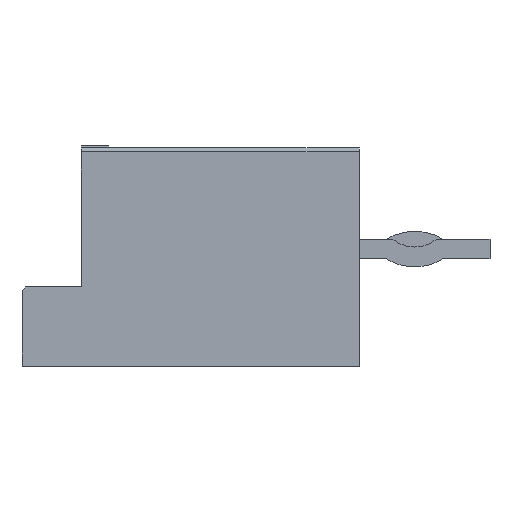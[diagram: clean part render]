
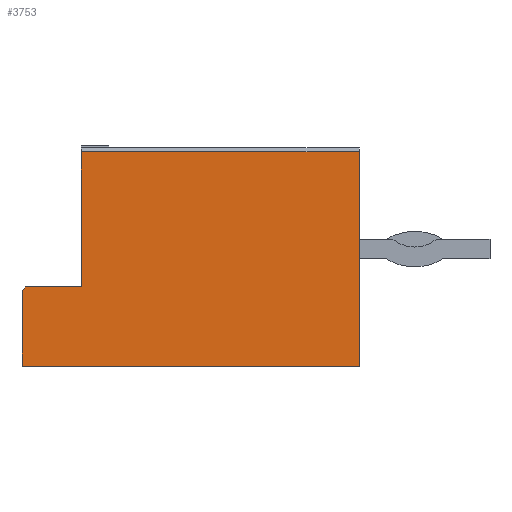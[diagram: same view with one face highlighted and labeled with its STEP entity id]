
A CAD part, left-side view. The second image highlights one B-rep face of the part: STEP entity #3753.
In plain terms, the highlighted planar face has unit normal (-1, 0, 0).
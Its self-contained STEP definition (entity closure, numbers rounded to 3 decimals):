
#17 = EDGE_CURVE ( 'NONE', #3179, #3168, #6217, .T. ) ;
#41 = EDGE_CURVE ( 'NONE', #3166, #3314, #6273, .T. ) ;
#53 = EDGE_CURVE ( 'NONE', #3172, #3179, #6283, .T. ) ;
#67 = EDGE_CURVE ( 'NONE', #3355, #3314, #6306, .T. ) ;
#88 = EDGE_CURVE ( 'NONE', #3273, #3172, #1717, .T. ) ;
#141 = EDGE_CURVE ( 'NONE', #3355, #3273, #4444, .T. ) ;
#564 = EDGE_CURVE ( 'NONE', #3168, #3166, #4092, .T. ) ;
#912 = ORIENTED_EDGE ( 'NONE', *, *, #67, .F. ) ;
#914 = ORIENTED_EDGE ( 'NONE', *, *, #41, .T. ) ;
#918 = ORIENTED_EDGE ( 'NONE', *, *, #564, .T. ) ;
#920 = ORIENTED_EDGE ( 'NONE', *, *, #17, .T. ) ;
#922 = ORIENTED_EDGE ( 'NONE', *, *, #53, .T. ) ;
#924 = ORIENTED_EDGE ( 'NONE', *, *, #88, .T. ) ;
#926 = ORIENTED_EDGE ( 'NONE', *, *, #141, .T. ) ;
#964 = EDGE_LOOP ( 'NONE', ( #926, #924, #922, #920, #918, #914, #912 ) ) ;
#1687 = VECTOR ( 'NONE', #2198, 1000. ) ;
#1717 = LINE ( 'NONE', #2191, #1687 ) ;
#1877 = DIRECTION ( 'NONE',  ( 0., 0., 1. ) ) ;
#1878 = DIRECTION ( 'NONE',  ( -1., 0., 0. ) ) ;
#1887 = CARTESIAN_POINT ( 'NONE',  ( -6.15, 4.25, -2.75 ) ) ;
#1891 = PLANE ( 'NONE',  #5741 ) ;
#2046 = CARTESIAN_POINT ( 'NONE',  ( -6.15, 4.15, -0.75 ) ) ;
#2053 = DIRECTION ( 'NONE',  ( 0., 0.707, -0.707 ) ) ;
#2101 = CARTESIAN_POINT ( 'NONE',  ( -6.15, 0., -2.75 ) ) ;
#2102 = DIRECTION ( 'NONE',  ( 0., -1., 0. ) ) ;
#2125 = CARTESIAN_POINT ( 'NONE',  ( -6.15, 4.25, -0.75 ) ) ;
#2128 = DIRECTION ( 'NONE',  ( 0., 1., 0. ) ) ;
#2151 = CARTESIAN_POINT ( 'NONE',  ( -6.15, -4.25, -2.75 ) ) ;
#2156 = DIRECTION ( 'NONE',  ( 0., 0., -1. ) ) ;
#2191 = CARTESIAN_POINT ( 'NONE',  ( -6.15, 2.75, 2.75 ) ) ;
#2198 = DIRECTION ( 'NONE',  ( 0., 0., -1. ) ) ;
#2303 = CARTESIAN_POINT ( 'NONE',  ( -6.15, 4.25, 2.65 ) ) ;
#2304 = DIRECTION ( 'NONE',  ( 0., 1., 0. ) ) ;
#3166 = VERTEX_POINT ( 'NONE', #5371 ) ;
#3168 = VERTEX_POINT ( 'NONE', #5323 ) ;
#3172 = VERTEX_POINT ( 'NONE', #5319 ) ;
#3179 = VERTEX_POINT ( 'NONE', #5450 ) ;
#3273 = VERTEX_POINT ( 'NONE', #5136 ) ;
#3314 = VERTEX_POINT ( 'NONE', #5222 ) ;
#3355 = VERTEX_POINT ( 'NONE', #5418 ) ;
#3753 = ADVANCED_FACE ( 'NONE', ( #4179 ), #1891, .T. ) ;
#4092 = LINE ( 'NONE', #5512, #4113 ) ;
#4113 = VECTOR ( 'NONE', #5526, 1000. ) ;
#4179 = FACE_OUTER_BOUND ( 'NONE', #964, .T. ) ;
#4444 = LINE ( 'NONE', #2303, #4445 ) ;
#4445 = VECTOR ( 'NONE', #2304, 1000. ) ;
#5136 = CARTESIAN_POINT ( 'NONE',  ( -6.15, 2.75, 2.65 ) ) ;
#5222 = CARTESIAN_POINT ( 'NONE',  ( -6.15, -4.25, -2.75 ) ) ;
#5319 = CARTESIAN_POINT ( 'NONE',  ( -6.15, 2.75, -0.75 ) ) ;
#5323 = CARTESIAN_POINT ( 'NONE',  ( -6.15, 4.25, -0.85 ) ) ;
#5371 = CARTESIAN_POINT ( 'NONE',  ( -6.15, 4.25, -2.75 ) ) ;
#5418 = CARTESIAN_POINT ( 'NONE',  ( -6.15, -4.25, 2.65 ) ) ;
#5450 = CARTESIAN_POINT ( 'NONE',  ( -6.15, 4.15, -0.75 ) ) ;
#5512 = CARTESIAN_POINT ( 'NONE',  ( -6.15, 4.25, -2.75 ) ) ;
#5526 = DIRECTION ( 'NONE',  ( 0., 0., -1. ) ) ;
#5741 = AXIS2_PLACEMENT_3D ( 'NONE', #1887, #1878, #1877 ) ;
#6217 = LINE ( 'NONE', #2046, #6226 ) ;
#6226 = VECTOR ( 'NONE', #2053, 1000. ) ;
#6273 = LINE ( 'NONE', #2101, #6274 ) ;
#6274 = VECTOR ( 'NONE', #2102, 1000. ) ;
#6283 = LINE ( 'NONE', #2125, #6295 ) ;
#6295 = VECTOR ( 'NONE', #2128, 1000. ) ;
#6306 = LINE ( 'NONE', #2151, #6323 ) ;
#6323 = VECTOR ( 'NONE', #2156, 1000. ) ;
